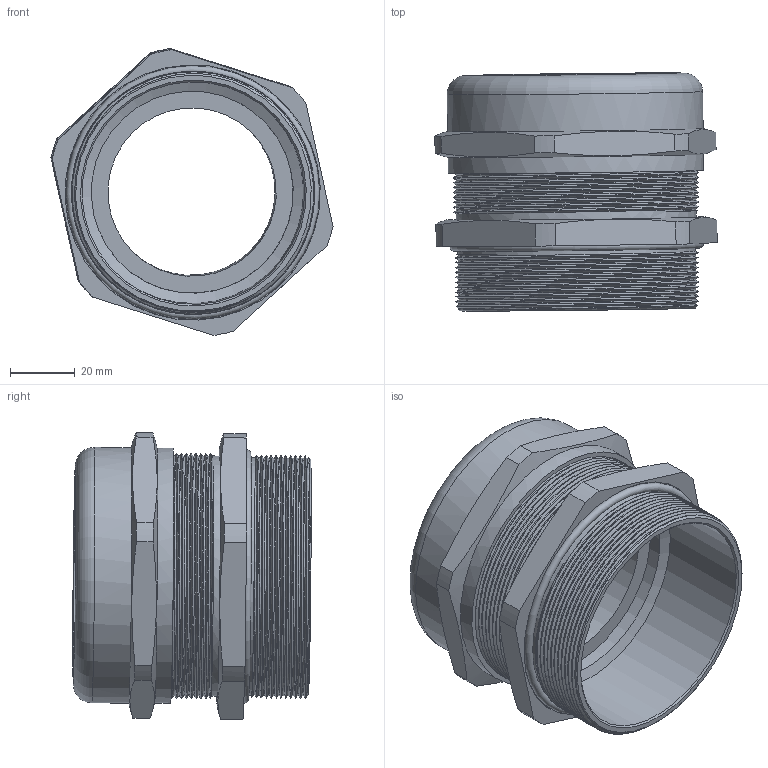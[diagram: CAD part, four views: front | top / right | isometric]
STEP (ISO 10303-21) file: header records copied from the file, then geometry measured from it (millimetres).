
FILE_DESCRIPTION(/* description */ ('E ALPHA X M 75x1,5, KB: 46-62 mm'),/* implementation_level */ '2;1');
FILE_NAME(/* name */ 'EBU7MBNC-RST.stp',/* time_stamp */ '2021-07-20T14:57:36+02:00',/* author */ ('sl'),/* organization */ (''),/* preprocessor_version */ 'ST-DEVELOPER v16.5',/* originating_system */ 'Autodesk Inventor 2017',/* authorisation */ '');
FILE_SCHEMA (('AUTOMOTIVE_DESIGN { 1 0 10303 214 3 1 1 }'));
Length unit declared in the file: millimetre
Products named in the file (7): EBU7MBNC; EBU7MBNC_1; EBU7MBNC_2; EBU7MBNC_3; EBU7MBNC_4; EBU7MBNC_5; EBU7MBNC_6
Assembly tree (6 placements, depth 2):
  EBU7MBNC
    EBU7MBNC_1
    EBU7MBNC_2
    EBU7MBNC_3
    EBU7MBNC_4
    EBU7MBNC_5
    EBU7MBNC_6
Bounding box: 86.93 x 73.46 x 88.34 mm (x, y, z)
Volume: 123180.8 mm3; surface area: 94325.6 mm2
Topology: 6 solids, 6 shells, 878 faces, 2564 edges, 1702 vertices
Faces by surface type: plane 533, cone 263, cylinder 72, bspline 6, torus 4
Full cylindrical faces by diameter (mm): 51.87 x1, 55.7 x1, 56.7 x1, 62.07 x1, 62.23 x1, 62.44 x1, 62.6 x1, 66.23 x1, 66.45 x2, 66.7 x1, 68.57 x1, 73.238 x12, 74.098 x11, 74.15 x1, 74.24 x14, 78.638 x1, 78.75 x2
Entity records: 34573 total; most frequent: CARTESIAN_POINT 12569, DIRECTION 4892, ORIENTED_EDGE 4836, EDGE_CURVE 2418, AXIS2_PLACEMENT_3D 2178, VERTEX_POINT 1622, EDGE_LOOP 886, FACE_OUTER_BOUND 841
